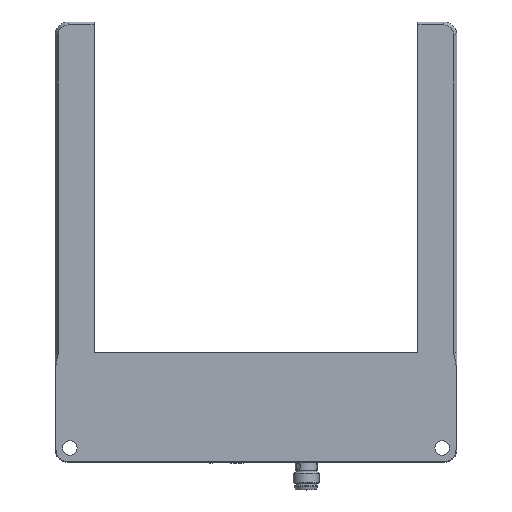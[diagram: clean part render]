
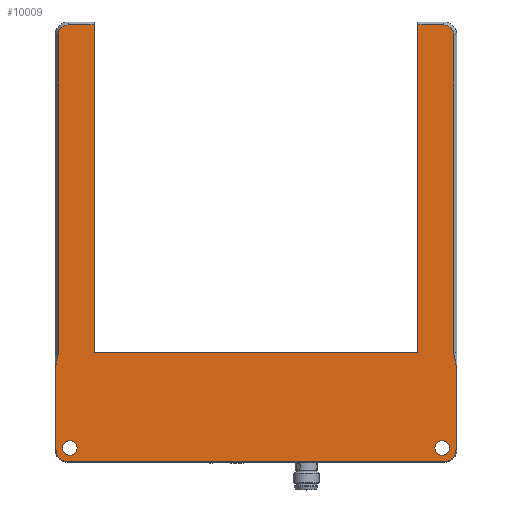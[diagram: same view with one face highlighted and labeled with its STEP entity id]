
A CAD part, top view. The second image highlights one B-rep face of the part: STEP entity #10009.
In plain terms, the highlighted planar face has unit normal (0, 0, 1).
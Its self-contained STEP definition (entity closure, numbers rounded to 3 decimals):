
#381=FACE_BOUND('',#1433,.T.);
#382=FACE_BOUND('',#1434,.T.);
#440=ELLIPSE('',#10633,7.871,6.817);
#441=ELLIPSE('',#10634,7.871,6.817);
#442=ELLIPSE('',#10637,7.871,6.817);
#443=ELLIPSE('',#10638,7.871,6.817);
#602=CIRCLE('',#10632,3.076);
#603=CIRCLE('',#10635,3.769);
#604=CIRCLE('',#10636,3.769);
#605=CIRCLE('',#10639,3.076);
#606=CIRCLE('',#10640,3.076);
#607=CIRCLE('',#10641,2.25);
#608=CIRCLE('',#10642,2.25);
#852=FACE_OUTER_BOUND('',#1432,.T.);
#1432=EDGE_LOOP('',(#6684,#6685,#6686,#6687,#6688,#6689,#6690,#6691,#6692,
#6693,#6694,#6695,#6696,#6697,#6698,#6699,#6700,#6701,#6702,#6703,#6704));
#1433=EDGE_LOOP('',(#6705));
#1434=EDGE_LOOP('',(#6706));
#2064=LINE('',#13874,#3077);
#2075=LINE('',#13902,#3088);
#2101=LINE('',#13986,#3114);
#2102=LINE('',#13992,#3115);
#2103=LINE('',#13996,#3116);
#2104=LINE('',#14000,#3117);
#2105=LINE('',#14006,#3118);
#2106=LINE('',#14011,#3119);
#2107=LINE('',#14013,#3120);
#2108=LINE('',#14015,#3121);
#2109=LINE('',#14017,#3122);
#2110=LINE('',#14018,#3123);
#3077=VECTOR('',#11361,10.);
#3088=VECTOR('',#11378,10.);
#3114=VECTOR('',#11452,10.);
#3115=VECTOR('',#11457,10.);
#3116=VECTOR('',#11460,10.);
#3117=VECTOR('',#11463,10.);
#3118=VECTOR('',#11468,10.);
#3119=VECTOR('',#11473,10.);
#3120=VECTOR('',#11474,10.);
#3121=VECTOR('',#11475,10.);
#3122=VECTOR('',#11476,10.);
#3123=VECTOR('',#11477,10.);
#4090=VERTEX_POINT('',#13868);
#4091=VERTEX_POINT('',#13872);
#4102=VERTEX_POINT('',#13898);
#4134=VERTEX_POINT('',#13982);
#4135=VERTEX_POINT('',#13983);
#4136=VERTEX_POINT('',#13985);
#4137=VERTEX_POINT('',#13987);
#4138=VERTEX_POINT('',#13989);
#4139=VERTEX_POINT('',#13991);
#4140=VERTEX_POINT('',#13993);
#4141=VERTEX_POINT('',#13995);
#4142=VERTEX_POINT('',#13997);
#4143=VERTEX_POINT('',#13999);
#4144=VERTEX_POINT('',#14001);
#4145=VERTEX_POINT('',#14003);
#4146=VERTEX_POINT('',#14005);
#4147=VERTEX_POINT('',#14008);
#4148=VERTEX_POINT('',#14010);
#4149=VERTEX_POINT('',#14012);
#4150=VERTEX_POINT('',#14014);
#4151=VERTEX_POINT('',#14016);
#4152=VERTEX_POINT('',#14019);
#4153=VERTEX_POINT('',#14021);
#5094=EDGE_CURVE('',#4090,#4091,#2064,.T.);
#5106=EDGE_CURVE('',#4091,#4102,#2075,.T.);
#5146=EDGE_CURVE('',#4134,#4135,#602,.T.);
#5147=EDGE_CURVE('',#4136,#4134,#2101,.T.);
#5148=EDGE_CURVE('',#4136,#4137,#440,.T.);
#5149=EDGE_CURVE('',#4138,#4137,#441,.T.);
#5150=EDGE_CURVE('',#4139,#4138,#2102,.T.);
#5151=EDGE_CURVE('',#4140,#4139,#603,.T.);
#5152=EDGE_CURVE('',#4141,#4140,#2103,.T.);
#5153=EDGE_CURVE('',#4142,#4141,#604,.T.);
#5154=EDGE_CURVE('',#4142,#4143,#2104,.T.);
#5155=EDGE_CURVE('',#4144,#4143,#442,.T.);
#5156=EDGE_CURVE('',#4144,#4145,#443,.T.);
#5157=EDGE_CURVE('',#4146,#4145,#2105,.T.);
#5158=EDGE_CURVE('',#4090,#4146,#605,.T.);
#5159=EDGE_CURVE('',#4147,#4102,#606,.T.);
#5160=EDGE_CURVE('',#4148,#4147,#2106,.T.);
#5161=EDGE_CURVE('',#4149,#4148,#2107,.T.);
#5162=EDGE_CURVE('',#4149,#4150,#2108,.T.);
#5163=EDGE_CURVE('',#4151,#4150,#2109,.T.);
#5164=EDGE_CURVE('',#4135,#4151,#2110,.T.);
#5165=EDGE_CURVE('',#4152,#4152,#607,.T.);
#5166=EDGE_CURVE('',#4153,#4153,#608,.T.);
#6684=ORIENTED_EDGE('',*,*,#5146,.F.);
#6685=ORIENTED_EDGE('',*,*,#5147,.F.);
#6686=ORIENTED_EDGE('',*,*,#5148,.T.);
#6687=ORIENTED_EDGE('',*,*,#5149,.F.);
#6688=ORIENTED_EDGE('',*,*,#5150,.F.);
#6689=ORIENTED_EDGE('',*,*,#5151,.F.);
#6690=ORIENTED_EDGE('',*,*,#5152,.F.);
#6691=ORIENTED_EDGE('',*,*,#5153,.F.);
#6692=ORIENTED_EDGE('',*,*,#5154,.T.);
#6693=ORIENTED_EDGE('',*,*,#5155,.F.);
#6694=ORIENTED_EDGE('',*,*,#5156,.T.);
#6695=ORIENTED_EDGE('',*,*,#5157,.F.);
#6696=ORIENTED_EDGE('',*,*,#5158,.F.);
#6697=ORIENTED_EDGE('',*,*,#5094,.T.);
#6698=ORIENTED_EDGE('',*,*,#5106,.T.);
#6699=ORIENTED_EDGE('',*,*,#5159,.F.);
#6700=ORIENTED_EDGE('',*,*,#5160,.F.);
#6701=ORIENTED_EDGE('',*,*,#5161,.F.);
#6702=ORIENTED_EDGE('',*,*,#5162,.T.);
#6703=ORIENTED_EDGE('',*,*,#5163,.F.);
#6704=ORIENTED_EDGE('',*,*,#5164,.F.);
#6705=ORIENTED_EDGE('',*,*,#5165,.T.);
#6706=ORIENTED_EDGE('',*,*,#5166,.T.);
#9675=PLANE('',#10631);
#10009=ADVANCED_FACE('',(#852,#381,#382),#9675,.T.);
#10631=AXIS2_PLACEMENT_3D('',#13981,#11448,#11449);
#10632=AXIS2_PLACEMENT_3D('',#13984,#11450,#11451);
#10633=AXIS2_PLACEMENT_3D('',#13988,#11453,#11454);
#10634=AXIS2_PLACEMENT_3D('',#13990,#11455,#11456);
#10635=AXIS2_PLACEMENT_3D('',#13994,#11458,#11459);
#10636=AXIS2_PLACEMENT_3D('',#13998,#11461,#11462);
#10637=AXIS2_PLACEMENT_3D('',#14002,#11464,#11465);
#10638=AXIS2_PLACEMENT_3D('',#14004,#11466,#11467);
#10639=AXIS2_PLACEMENT_3D('',#14007,#11469,#11470);
#10640=AXIS2_PLACEMENT_3D('',#14009,#11471,#11472);
#10641=AXIS2_PLACEMENT_3D('',#14020,#11478,#11479);
#10642=AXIS2_PLACEMENT_3D('',#14022,#11480,#11481);
#11361=DIRECTION('',(0.,1.,0.));
#11378=DIRECTION('',(-1.,0.,0.));
#11448=DIRECTION('center_axis',(0.,0.,1.));
#11449=DIRECTION('ref_axis',(1.,0.,0.));
#11450=DIRECTION('center_axis',(0.,0.,-1.));
#11451=DIRECTION('ref_axis',(-0.707,0.707,0.));
#11452=DIRECTION('',(0.,1.,0.));
#11453=DIRECTION('center_axis',(0.,0.,-1.));
#11454=DIRECTION('ref_axis',(1.,0.,0.));
#11455=DIRECTION('center_axis',(0.,0.,-1.));
#11456=DIRECTION('ref_axis',(-1.,0.,0.));
#11457=DIRECTION('',(0.,1.,0.));
#11458=DIRECTION('center_axis',(0.,0.,-1.));
#11459=DIRECTION('ref_axis',(-0.707,-0.707,0.));
#11460=DIRECTION('',(-1.,0.,0.));
#11461=DIRECTION('center_axis',(0.,0.,-1.));
#11462=DIRECTION('ref_axis',(0.707,-0.707,0.));
#11463=DIRECTION('',(0.,1.,0.));
#11464=DIRECTION('center_axis',(0.,0.,-1.));
#11465=DIRECTION('ref_axis',(1.,0.,0.));
#11466=DIRECTION('center_axis',(0.,0.,-1.));
#11467=DIRECTION('ref_axis',(-1.,0.,0.));
#11468=DIRECTION('',(0.,-1.,0.));
#11469=DIRECTION('center_axis',(0.,0.,-1.));
#11470=DIRECTION('ref_axis',(0.707,0.707,0.));
#11471=DIRECTION('center_axis',(0.,0.,-1.));
#11472=DIRECTION('ref_axis',(0.707,0.707,0.));
#11473=DIRECTION('',(1.,0.,0.));
#11474=DIRECTION('',(0.,1.,0.));
#11475=DIRECTION('',(-1.,0.,0.));
#11476=DIRECTION('',(0.,-1.,0.));
#11477=DIRECTION('',(1.,0.,0.));
#11478=DIRECTION('center_axis',(0.,0.,-1.));
#11479=DIRECTION('ref_axis',(1.,0.,0.));
#11480=DIRECTION('center_axis',(0.,0.,-1.));
#11481=DIRECTION('ref_axis',(1.,0.,0.));
#13868=CARTESIAN_POINT('',(122.5,133.793,12.));
#13872=CARTESIAN_POINT('',(122.5,134.,12.));
#13874=CARTESIAN_POINT('',(122.5,8.5,12.));
#13898=CARTESIAN_POINT('',(122.337,134.,12.));
#13902=CARTESIAN_POINT('',(122.5,134.,12.));
#13981=CARTESIAN_POINT('Origin',(62.,17.,12.));
#13982=CARTESIAN_POINT('',(0.924,132.,12.));
#13983=CARTESIAN_POINT('',(4.,135.076,12.));
#13984=CARTESIAN_POINT('Origin',(4.,132.,12.));
#13985=CARTESIAN_POINT('',(0.924,34.,12.));
#13986=CARTESIAN_POINT('',(0.924,108.875,12.));
#13987=CARTESIAN_POINT('',(0.577,32.,12.));
#13988=CARTESIAN_POINT('Origin',(-6.947,34.,12.));
#13989=CARTESIAN_POINT('',(0.231,30.,12.));
#13990=CARTESIAN_POINT('Origin',(8.102,30.,12.));
#13991=CARTESIAN_POINT('',(0.231,4.,12.));
#13992=CARTESIAN_POINT('',(0.231,25.5,12.));
#13993=CARTESIAN_POINT('',(4.,0.231,12.));
#13994=CARTESIAN_POINT('Origin',(4.,4.,12.));
#13995=CARTESIAN_POINT('',(120.,0.231,12.));
#13996=CARTESIAN_POINT('',(31.,0.231,12.));
#13997=CARTESIAN_POINT('',(123.769,4.,12.));
#13998=CARTESIAN_POINT('Origin',(120.,4.,12.));
#13999=CARTESIAN_POINT('',(123.769,30.,12.));
#14000=CARTESIAN_POINT('',(123.769,27.5,12.));
#14001=CARTESIAN_POINT('',(123.423,32.,12.));
#14002=CARTESIAN_POINT('Origin',(115.898,30.,12.));
#14003=CARTESIAN_POINT('',(123.076,34.,12.));
#14004=CARTESIAN_POINT('Origin',(130.947,34.,12.));
#14005=CARTESIAN_POINT('',(123.076,132.,12.));
#14006=CARTESIAN_POINT('',(123.076,54.625,12.));
#14007=CARTESIAN_POINT('Origin',(120.,132.,12.));
#14008=CARTESIAN_POINT('',(120.,135.076,12.));
#14009=CARTESIAN_POINT('Origin',(120.,132.,12.));
#14010=CARTESIAN_POINT('',(112.,135.076,12.));
#14011=CARTESIAN_POINT('',(124.,135.076,12.));
#14012=CARTESIAN_POINT('',(112.,34.,12.));
#14013=CARTESIAN_POINT('',(112.,27.5,12.));
#14014=CARTESIAN_POINT('',(12.,34.,12.));
#14015=CARTESIAN_POINT('',(124.,34.,12.));
#14016=CARTESIAN_POINT('',(12.,135.076,12.));
#14017=CARTESIAN_POINT('',(12.,136.,12.));
#14018=CARTESIAN_POINT('',(0.,135.076,12.));
#14019=CARTESIAN_POINT('',(2.25,4.5,12.));
#14020=CARTESIAN_POINT('Origin',(4.5,4.5,12.));
#14021=CARTESIAN_POINT('',(117.25,4.5,12.));
#14022=CARTESIAN_POINT('Origin',(119.5,4.5,12.));
